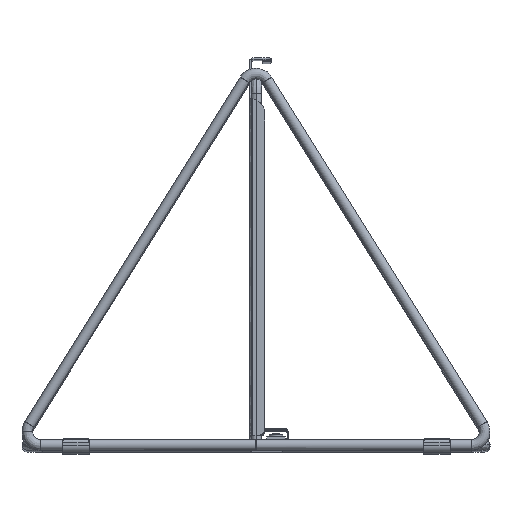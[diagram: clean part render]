
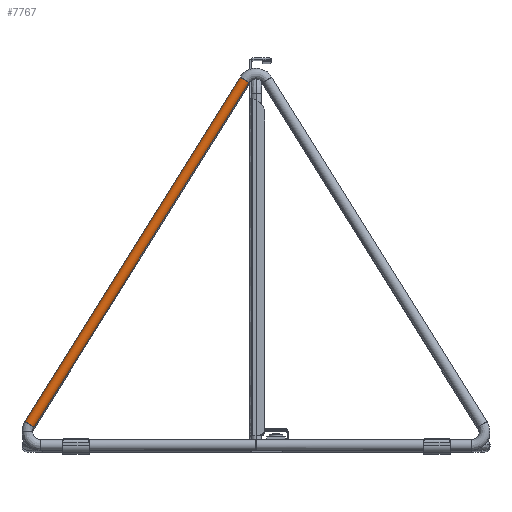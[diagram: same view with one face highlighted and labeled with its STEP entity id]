
A CAD part, top view. The second image highlights one B-rep face of the part: STEP entity #7767.
In plain terms, the highlighted free-form (B-spline) face has degree [1, 3] with [2, 7] control points.
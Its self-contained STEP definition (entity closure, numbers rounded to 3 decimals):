
#44 = CARTESIAN_POINT ( 'NONE',  ( -189.491, 274.184, 4. ) ) ;
#700 = VERTEX_POINT ( 'NONE', #1441 ) ;
#937 = CARTESIAN_POINT ( 'NONE',  ( -348.521, 15.299, 4. ) ) ;
#1441 = CARTESIAN_POINT ( 'NONE',  ( -190.913, 275.073, 0. ) ) ;
#1871 = CARTESIAN_POINT ( 'NONE',  ( -189.508, 274.195, 4. ) ) ;
#1939 = CARTESIAN_POINT ( 'NONE',  ( -184.129, 270.833, 2.343 ) ) ;
#2652 = CARTESIAN_POINT ( 'NONE',  ( -345.129, 13.18, 0. ) ) ;
#2700 = CARTESIAN_POINT ( 'NONE',  ( -351.913, 17.419, 2.343 ) ) ;
#2715 = CARTESIAN_POINT ( 'NONE',  ( -348.521, 15.299, 4. ) ) ;
#3269 = ORIENTED_EDGE ( 'NONE', *, *, #12948, .T. ) ;
#3491 = VERTEX_POINT ( 'NONE', #9682 ) ;
#4054 = CARTESIAN_POINT ( 'NONE',  ( -187.521, 272.953, 4. ) ) ;
#4106 =( BOUNDED_SURFACE ( )  B_SPLINE_SURFACE ( 1, 3, ( 
 ( #12612, #2700, #8934, #937, #9124, #9985, #12111 ),
 ( #11988, #12048, #1871, #4054, #4903, #1939, #4965 ) ),
 .UNSPECIFIED., .F., .F., .F. ) 
 B_SPLINE_SURFACE_WITH_KNOTS ( ( 2, 2 ),
 ( 4, 3, 4 ),
 ( 0., 1. ),
 ( 0., 0.5, 1. ),
 .UNSPECIFIED. ) 
 GEOMETRIC_REPRESENTATION_ITEM ( )  RATIONAL_B_SPLINE_SURFACE ( (
 ( 1., 0.805, 0.805, 1., 0.805, 0.805, 1.),
 ( 1., 0.805, 0.805, 1., 0.805, 0.805, 1.) ) ) 
 REPRESENTATION_ITEM ( '' )  SURFACE ( )  );
#4384 = CARTESIAN_POINT ( 'NONE',  ( -345.129, 13.18, 0. ) ) ;
#4897 = CARTESIAN_POINT ( 'NONE',  ( -351.913, 17.419, 0. ) ) ;
#4903 = CARTESIAN_POINT ( 'NONE',  ( -185.534, 271.711, 4. ) ) ;
#4960 = CARTESIAN_POINT ( 'NONE',  ( -184.129, 270.833, 2.363 ) ) ;
#4965 = CARTESIAN_POINT ( 'NONE',  ( -184.129, 270.833, 0. ) ) ;
#5086 = CARTESIAN_POINT ( 'NONE',  ( -190.913, 275.073, 0. ) ) ;
#5152 = CARTESIAN_POINT ( 'NONE',  ( -184.129, 270.833, 0. ) ) ;
#5312 = EDGE_CURVE ( 'NONE', #700, #3491, #12671, .T. ) ;
#5470 = CARTESIAN_POINT ( 'NONE',  ( -184.129, 270.833, 0. ) ) ;
#5521 = ORIENTED_EDGE ( 'NONE', *, *, #12132, .F. ) ;
#6203 = CARTESIAN_POINT ( 'NONE',  ( -190.913, 275.073, 0. ) ) ;
#6427 = ORIENTED_EDGE ( 'NONE', *, *, #11915, .F. ) ;
#6488 = CARTESIAN_POINT ( 'NONE',  ( -345.129, 13.18, 0. ) ) ;
#6814 = CARTESIAN_POINT ( 'NONE',  ( -345.129, 13.18, 2.363 ) ) ;
#6883 = CARTESIAN_POINT ( 'NONE',  ( -184.129, 270.833, 0. ) ) ;
#7767 = ADVANCED_FACE ( 'NONE', ( #9631 ), #4106, .F. ) ;
#7805 = CARTESIAN_POINT ( 'NONE',  ( -351.913, 17.419, 2.363 ) ) ;
#8934 = CARTESIAN_POINT ( 'NONE',  ( -350.508, 16.541, 4. ) ) ;
#9124 = CARTESIAN_POINT ( 'NONE',  ( -346.534, 14.058, 4. ) ) ;
#9315 = ORIENTED_EDGE ( 'NONE', *, *, #5312, .T. ) ;
#9393 = B_SPLINE_CURVE_WITH_KNOTS ( 'NONE', 1,
 ( #4384, #6883 ),
 .UNSPECIFIED., .F., .F.,
 ( 2, 2 ),
 ( -1., 0. ),
 .UNSPECIFIED. ) ;
#9631 = FACE_OUTER_BOUND ( 'NONE', #12581, .T. ) ;
#9682 = CARTESIAN_POINT ( 'NONE',  ( -351.913, 17.419, 0. ) ) ;
#9846 = CARTESIAN_POINT ( 'NONE',  ( -350.491, 16.53, 4. ) ) ;
#9985 = CARTESIAN_POINT ( 'NONE',  ( -345.129, 13.18, 2.343 ) ) ;
#10165 = CARTESIAN_POINT ( 'NONE',  ( -351.913, 17.419, 0. ) ) ;
#10434 =( BOUNDED_CURVE ( )  B_SPLINE_CURVE ( 3, ( #2652, #6814, #10711, #2715, #9846, #7805, #4897 ),
 .UNSPECIFIED., .F., .T. ) 
 B_SPLINE_CURVE_WITH_KNOTS ( ( 4, 3, 4 ),
 ( 0., 1.571, 3.142 ),
 .UNSPECIFIED. ) 
 CURVE ( )  GEOMETRIC_REPRESENTATION_ITEM ( )  RATIONAL_B_SPLINE_CURVE ( ( 0.959, 0.782, 0.795, 1., 0.795, 0.782, 0.959 ) ) 
 REPRESENTATION_ITEM ( '' )  );
#10711 = CARTESIAN_POINT ( 'NONE',  ( -346.551, 14.068, 4. ) ) ;
#10877 =( BOUNDED_CURVE ( )  B_SPLINE_CURVE ( 3, ( #6203, #13100, #44, #12230, #10980, #4960, #5152 ),
 .UNSPECIFIED., .F., .F. ) 
 B_SPLINE_CURVE_WITH_KNOTS ( ( 4, 3, 4 ),
 ( 0., 1.571, 3.142 ),
 .UNSPECIFIED. ) 
 CURVE ( )  GEOMETRIC_REPRESENTATION_ITEM ( )  RATIONAL_B_SPLINE_CURVE ( ( 0.959, 0.782, 0.795, 1., 0.795, 0.782, 0.959 ) ) 
 REPRESENTATION_ITEM ( '' )  );
#10980 = CARTESIAN_POINT ( 'NONE',  ( -185.551, 271.722, 4. ) ) ;
#11423 = VERTEX_POINT ( 'NONE', #6488 ) ;
#11915 = EDGE_CURVE ( 'NONE', #11423, #3491, #10434, .T. ) ;
#11988 = CARTESIAN_POINT ( 'NONE',  ( -190.913, 275.073, 0. ) ) ;
#12048 = CARTESIAN_POINT ( 'NONE',  ( -190.913, 275.073, 2.343 ) ) ;
#12111 = CARTESIAN_POINT ( 'NONE',  ( -345.129, 13.18, 0. ) ) ;
#12132 = EDGE_CURVE ( 'NONE', #700, #12232, #10877, .T. ) ;
#12230 = CARTESIAN_POINT ( 'NONE',  ( -187.521, 272.953, 4. ) ) ;
#12232 = VERTEX_POINT ( 'NONE', #5470 ) ;
#12581 = EDGE_LOOP ( 'NONE', ( #3269, #5521, #9315, #6427 ) ) ;
#12612 = CARTESIAN_POINT ( 'NONE',  ( -351.913, 17.419, 0. ) ) ;
#12671 = B_SPLINE_CURVE_WITH_KNOTS ( 'NONE', 1,
 ( #5086, #10165 ),
 .UNSPECIFIED., .F., .F.,
 ( 2, 2 ),
 ( -1., 0. ),
 .UNSPECIFIED. ) ;
#12948 = EDGE_CURVE ( 'NONE', #11423, #12232, #9393, .T. ) ;
#13100 = CARTESIAN_POINT ( 'NONE',  ( -190.913, 275.073, 2.363 ) ) ;
